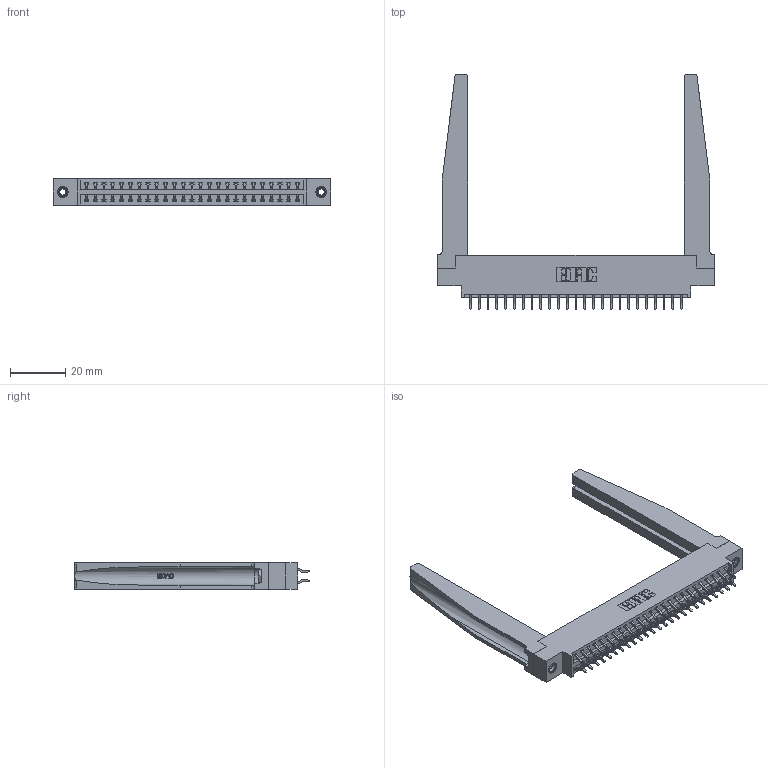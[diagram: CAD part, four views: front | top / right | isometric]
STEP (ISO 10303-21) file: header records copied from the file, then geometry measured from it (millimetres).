
FILE_DESCRIPTION (( 'STEP AP203' ), '1' );
FILE_NAME ('396-050-556-878.STEP', '2019-11-02T07:28:16', ( '' ), ( '' ), 'SwSTEP 2.0', 'SolidWorks 2016', '' );
FILE_SCHEMA (( 'CONFIG_CONTROL_DESIGN' ));
Length unit declared in the file: inch
Products named in the file (5): 346 Part_0.170 Offset - 0.156 Dia-TH; 345-292-001_556 Tail; 346-220-078_345-220-078; 345-250-001_345-250-001-102; 396-050-556-878
Assembly tree (55 placements, depth 2):
  396-050-556-878
    346 Part_0.170 Offset - 0.156 Dia-TH
    345-292-001_556 Tail  x50
    346-220-078_345-220-078  x2
    345-250-001_345-250-001-102  x2
Bounding box: 99.95 x 84.84 x 9.4 mm (x, y, z)
Volume: 16366.5 mm3; surface area: 19403.6 mm2
Topology: 55 solids, 55 shells, 3260 faces, 9599 edges, 6322 vertices
Faces by surface type: plane 2172, cylinder 1036, bspline 36, cone 12, torus 4
Entity records: 23704 total; most frequent: CARTESIAN_POINT 4883, ORIENTED_EDGE 3694, DIRECTION 3329, EDGE_CURVE 1847, VECTOR 1513, LINE 1513, VERTEX_POINT 1224, AXIS2_PLACEMENT_3D 908
